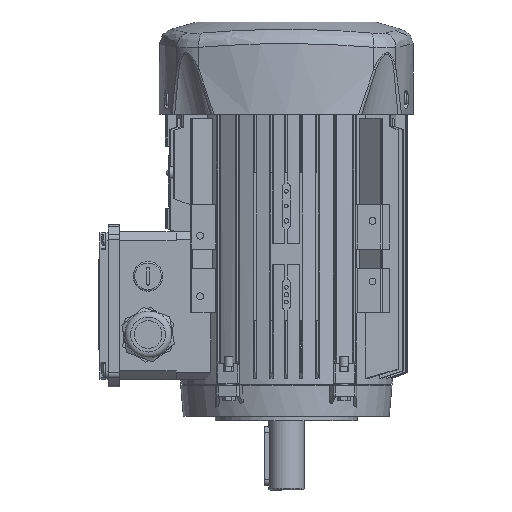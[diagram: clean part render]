
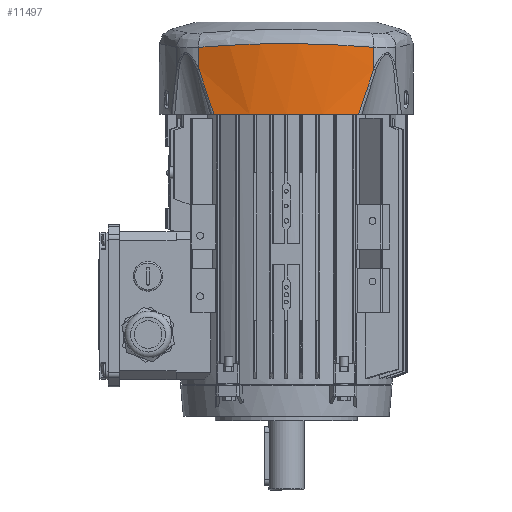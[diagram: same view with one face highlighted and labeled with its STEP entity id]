
A CAD part, left-side view. The second image highlights one B-rep face of the part: STEP entity #11497.
In plain terms, the highlighted cylindrical face has radius 153 mm (diameter 306 mm), a partial arc.
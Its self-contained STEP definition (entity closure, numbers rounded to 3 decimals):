
#1499=B_SPLINE_CURVE_WITH_KNOTS('',3,(#109670,#109671,#109672,#109673,#109674,
#109675,#109676,#109677,#109678,#109679,#109680,#109681,#109682,#109683,
#109684,#109685,#109686,#109687,#109688,#109689,#109690,#109691,#109692,
#109693,#109694),.UNSPECIFIED.,.F.,.F.,(4,2,2,2,2,2,2,2,2,1,2,2,4),(0.,0.125,
0.188,0.219,0.234,0.25,
0.5,0.625,0.688,0.719,
0.734,0.75,1.),.UNSPECIFIED.);
#1517=B_SPLINE_CURVE_WITH_KNOTS('',3,(#110724,#110725,#110726,#110727,#110728,
#110729,#110730,#110731,#110732,#110733,#110734,#110735,#110736,#110737,
#110738),.UNSPECIFIED.,.F.,.F.,(4,1,2,2,1,1,2,2,4),(0.,0.125,
0.187,0.25,0.375,0.437,
0.469,0.5,1.),.UNSPECIFIED.);
#1518=B_SPLINE_CURVE_WITH_KNOTS('',3,(#110769,#110770,#110771,#110772,#110773,
#110774,#110775,#110776,#110777,#110778,#110779,#110780,#110781,#110782,
#110783,#110784,#110785),.UNSPECIFIED.,.F.,.F.,(4,2,1,1,2,2,1,2,2,4),(0.,
0.25,0.375,0.438,0.469,
0.5,0.625,0.688,0.75,
1.),.UNSPECIFIED.);
#2843=CYLINDRICAL_SURFACE('',#64792,153.);
#6749=CIRCLE('',#64791,153.);
#11497=ADVANCED_FACE('',(#15967),#2843,.T.);
#15967=FACE_OUTER_BOUND('',#19568,.T.);
#19568=EDGE_LOOP('',(#34943,#34944,#34945,#34946,#34947,#34948));
#34943=ORIENTED_EDGE('',*,*,#50436,.T.);
#34944=ORIENTED_EDGE('',*,*,#50437,.F.);
#34945=ORIENTED_EDGE('',*,*,#50435,.T.);
#34946=ORIENTED_EDGE('',*,*,#50426,.F.);
#34947=ORIENTED_EDGE('',*,*,#50388,.T.);
#34948=ORIENTED_EDGE('',*,*,#50438,.T.);
#42163=VERTEX_POINT('',#109640);
#42164=VERTEX_POINT('',#109669);
#42186=VERTEX_POINT('',#110516);
#42191=VERTEX_POINT('',#110723);
#42192=VERTEX_POINT('',#110786);
#42193=VERTEX_POINT('',#110787);
#50388=EDGE_CURVE('',#42163,#42164,#1499,.T.);
#50426=EDGE_CURVE('',#42163,#42186,#55138,.T.);
#50435=EDGE_CURVE('',#42191,#42186,#1517,.T.);
#50436=EDGE_CURVE('',#42192,#42193,#1518,.T.);
#50437=EDGE_CURVE('',#42191,#42193,#6749,.T.);
#50438=EDGE_CURVE('',#42164,#42192,#55139,.T.);
#55138=LINE('',#110517,#59319);
#55139=LINE('',#110789,#59320);
#59319=VECTOR('',#79583,1.);
#59320=VECTOR('',#79596,1.);
#64791=AXIS2_PLACEMENT_3D('',#110788,#79594,#79595);
#64792=AXIS2_PLACEMENT_3D('',#110790,#79597,#79598);
#79583=DIRECTION('',(0.,0.,-1.));
#79594=DIRECTION('',(0.,0.,-1.));
#79595=DIRECTION('',(-0.948,-0.32,0.));
#79596=DIRECTION('',(0.,0.,-1.));
#79597=DIRECTION('',(0.,0.,-1.));
#79598=DIRECTION('',(0.922,0.386,0.));
#109640=CARTESIAN_POINT('',(-74.12,-59.112,298.387));
#109669=CARTESIAN_POINT('',(-74.12,59.112,298.387));
#109670=CARTESIAN_POINT('',(-74.12,-59.112,298.387));
#109671=CARTESIAN_POINT('',(-76.176,-54.204,298.792));
#109672=CARTESIAN_POINT('',(-77.923,-49.312,299.146));
#109673=CARTESIAN_POINT('',(-80.127,-42.06,299.601));
#109674=CARTESIAN_POINT('',(-80.792,-39.657,299.74));
#109675=CARTESIAN_POINT('',(-81.69,-36.079,299.929));
#109676=CARTESIAN_POINT('',(-81.974,-34.89,299.989));
#109677=CARTESIAN_POINT('',(-82.374,-33.116,300.075));
#109678=CARTESIAN_POINT('',(-82.504,-32.525,300.102));
#109679=CARTESIAN_POINT('',(-82.756,-31.347,300.156));
#109680=CARTESIAN_POINT('',(-82.868,-30.805,300.18));
#109681=CARTESIAN_POINT('',(-85.03,-20.058,300.642));
#109682=CARTESIAN_POINT('',(-86.,-9.93,300.86));
#109683=CARTESIAN_POINT('',(-86.,4.965,300.86));
#109684=CARTESIAN_POINT('',(-85.758,9.979,300.806));
#109685=CARTESIAN_POINT('',(-85.013,17.535,300.642));
#109686=CARTESIAN_POINT('',(-84.701,20.06,300.574));
#109687=CARTESIAN_POINT('',(-84.135,23.851,300.452));
#109688=CARTESIAN_POINT('',(-83.828,25.747,300.386));
#109689=CARTESIAN_POINT('',(-83.483,27.644,300.312));
#109690=CARTESIAN_POINT('',(-83.245,28.909,300.261));
#109691=CARTESIAN_POINT('',(-83.113,29.587,300.232));
#109692=CARTESIAN_POINT('',(-81.108,39.555,299.803));
#109693=CARTESIAN_POINT('',(-78.232,49.295,299.197));
#109694=CARTESIAN_POINT('',(-74.12,59.112,298.387));
#110516=CARTESIAN_POINT('',(-74.12,-59.112,283.833));
#110517=CARTESIAN_POINT('',(-74.12,-59.112,298.387));
#110723=CARTESIAN_POINT('',(-77.978,-48.891,253.));
#110724=CARTESIAN_POINT('',(-77.978,-48.891,253.));
#110725=CARTESIAN_POINT('',(-77.857,-49.25,254.358));
#110726=CARTESIAN_POINT('',(-77.672,-49.792,256.358));
#110727=CARTESIAN_POINT('',(-77.482,-50.339,258.301));
#110728=CARTESIAN_POINT('',(-77.354,-50.704,259.585));
#110729=CARTESIAN_POINT('',(-77.294,-50.875,260.178));
#110730=CARTESIAN_POINT('',(-77.086,-51.463,262.191));
#110731=CARTESIAN_POINT('',(-76.873,-52.056,264.17));
#110732=CARTESIAN_POINT('',(-76.616,-52.758,266.418));
#110733=CARTESIAN_POINT('',(-76.504,-53.061,267.369));
#110734=CARTESIAN_POINT('',(-76.429,-53.264,267.999));
#110735=CARTESIAN_POINT('',(-76.397,-53.351,268.27));
#110736=CARTESIAN_POINT('',(-75.662,-55.32,274.324));
#110737=CARTESIAN_POINT('',(-74.919,-57.203,279.393));
#110738=CARTESIAN_POINT('',(-74.12,-59.112,283.833));
#110769=CARTESIAN_POINT('',(-74.12,59.112,283.833));
#110770=CARTESIAN_POINT('',(-74.519,58.158,281.613));
#110771=CARTESIAN_POINT('',(-74.905,57.21,279.236));
#110772=CARTESIAN_POINT('',(-75.463,55.798,275.434));
#110773=CARTESIAN_POINT('',(-75.737,55.095,273.474));
#110774=CARTESIAN_POINT('',(-76.048,54.279,271.084));
#110775=CARTESIAN_POINT('',(-76.18,53.931,270.038));
#110776=CARTESIAN_POINT('',(-76.267,53.698,269.336));
#110777=CARTESIAN_POINT('',(-76.316,53.568,268.938));
#110778=CARTESIAN_POINT('',(-76.505,53.06,267.376));
#110779=CARTESIAN_POINT('',(-76.728,52.456,265.467));
#110780=CARTESIAN_POINT('',(-76.943,51.86,263.505));
#110781=CARTESIAN_POINT('',(-77.085,51.464,262.186));
#110782=CARTESIAN_POINT('',(-77.16,51.255,261.478));
#110783=CARTESIAN_POINT('',(-77.485,50.337,258.333));
#110784=CARTESIAN_POINT('',(-77.736,49.61,255.717));
#110785=CARTESIAN_POINT('',(-77.978,48.891,253.));
#110786=CARTESIAN_POINT('',(-74.12,59.112,283.833));
#110787=CARTESIAN_POINT('',(-77.978,48.891,253.));
#110788=CARTESIAN_POINT('',(67.,0.,253.));
#110789=CARTESIAN_POINT('',(-74.12,59.112,298.387));
#110790=CARTESIAN_POINT('',(67.,0.,302.324));
